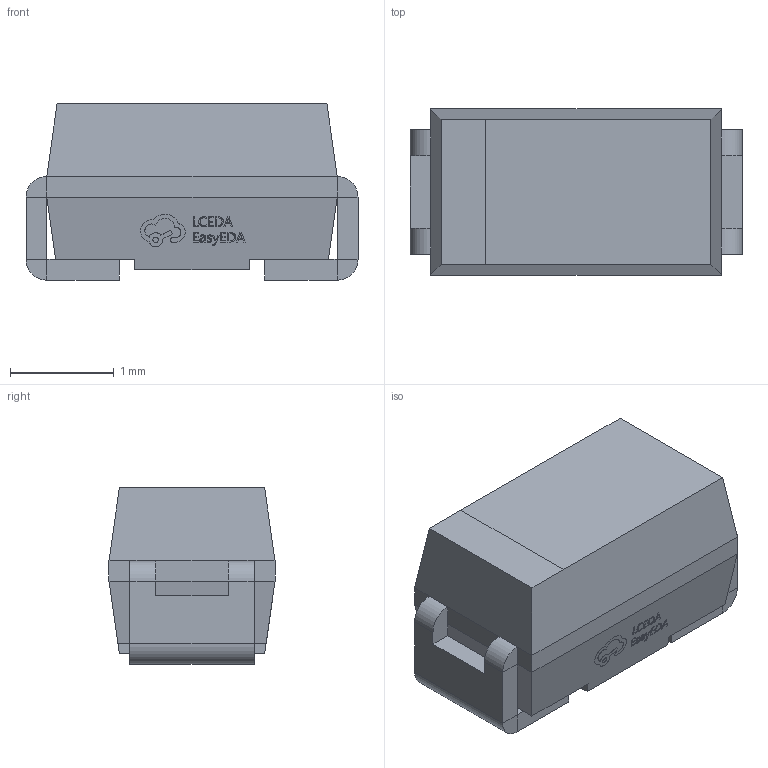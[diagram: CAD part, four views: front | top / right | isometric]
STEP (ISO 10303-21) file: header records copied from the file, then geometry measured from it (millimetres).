
FILE_DESCRIPTION (( 'STEP AP214' ), '1' );
FILE_NAME ('CASE-A_L3.2-W1.6-H1.6.step', '2025-02-12T06:31:05', ( '' ), ( '' ), 'SwSTEP 2.0', 'SolidWorks 2021', '' );
FILE_SCHEMA (( 'AUTOMOTIVE_DESIGN' ));
Length unit declared in the file: millimetre
Products named in the file (1): CASE-A_L3.2-W1.6-H1.6
Bounding box: 3.2 x 1.6 x 1.7 mm (x, y, z)
Volume: 7 mm3; surface area: 26.8 mm2
Topology: 1 solids, 1 shells, 285 faces, 768 edges, 496 vertices
Faces by surface type: plane 181, bspline 98, cylinder 6
Entity records: 12487 total; most frequent: CARTESIAN_POINT 2856, ORIENTED_EDGE 1536, DIRECTION 956, EDGE_CURVE 768, LINE 556, VECTOR 556, VERTEX_POINT 496, EDGE_LOOP 304
